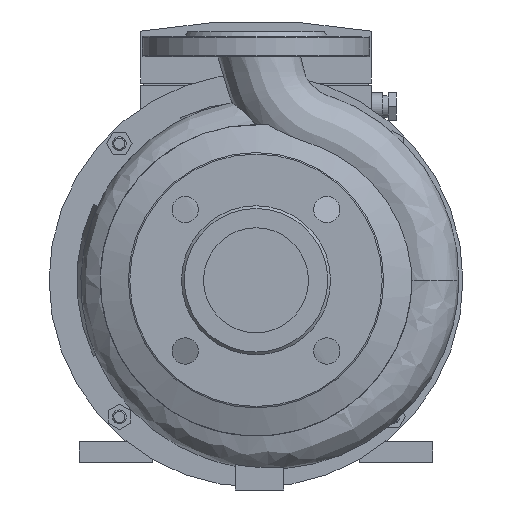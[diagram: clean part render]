
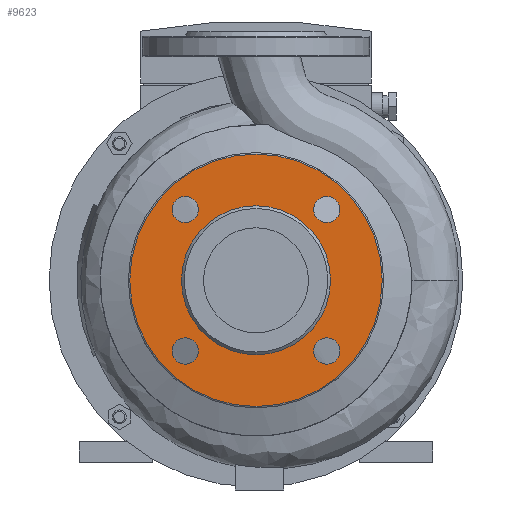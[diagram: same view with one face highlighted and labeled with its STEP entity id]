
A CAD part, left-side view. The second image highlights one B-rep face of the part: STEP entity #9623.
In plain terms, the highlighted planar face has unit normal (-1, 0, 0).
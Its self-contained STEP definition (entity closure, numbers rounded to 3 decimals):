
#328=FACE_BOUND('',#1998,.T.);
#329=FACE_BOUND('',#1999,.T.);
#330=FACE_BOUND('',#2000,.T.);
#331=FACE_BOUND('',#2001,.T.);
#332=FACE_BOUND('',#2002,.T.);
#490=CIRCLE('',#10314,9.5);
#492=CIRCLE('',#10317,9.5);
#494=CIRCLE('',#10320,9.5);
#496=CIRCLE('',#10323,9.5);
#497=CIRCLE('',#10325,54.);
#499=CIRCLE('',#10328,91.5);
#944=PLANE('',#10327);
#1347=FACE_OUTER_BOUND('',#1997,.T.);
#1997=EDGE_LOOP('',(#7494));
#1998=EDGE_LOOP('',(#7495));
#1999=EDGE_LOOP('',(#7496));
#2000=EDGE_LOOP('',(#7497));
#2001=EDGE_LOOP('',(#7498));
#2002=EDGE_LOOP('',(#7499));
#4530=VERTEX_POINT('',#15612);
#4532=VERTEX_POINT('',#15617);
#4534=VERTEX_POINT('',#15622);
#4536=VERTEX_POINT('',#15627);
#4537=VERTEX_POINT('',#15630);
#4539=VERTEX_POINT('',#15635);
#5620=EDGE_CURVE('',#4530,#4530,#490,.T.);
#5622=EDGE_CURVE('',#4532,#4532,#492,.T.);
#5624=EDGE_CURVE('',#4534,#4534,#494,.T.);
#5626=EDGE_CURVE('',#4536,#4536,#496,.T.);
#5627=EDGE_CURVE('',#4537,#4537,#497,.T.);
#5629=EDGE_CURVE('',#4539,#4539,#499,.T.);
#7494=ORIENTED_EDGE('',*,*,#5629,.T.);
#7495=ORIENTED_EDGE('',*,*,#5620,.F.);
#7496=ORIENTED_EDGE('',*,*,#5622,.F.);
#7497=ORIENTED_EDGE('',*,*,#5624,.F.);
#7498=ORIENTED_EDGE('',*,*,#5626,.F.);
#7499=ORIENTED_EDGE('',*,*,#5627,.F.);
#9623=ADVANCED_FACE('',(#1347,#328,#329,#330,#331,#332),#944,.F.);
#10314=AXIS2_PLACEMENT_3D('',#15613,#11949,#11950);
#10317=AXIS2_PLACEMENT_3D('',#15618,#11955,#11956);
#10320=AXIS2_PLACEMENT_3D('',#15623,#11961,#11962);
#10323=AXIS2_PLACEMENT_3D('',#15628,#11967,#11968);
#10325=AXIS2_PLACEMENT_3D('',#15631,#11971,#11972);
#10327=AXIS2_PLACEMENT_3D('',#15634,#11975,#11976);
#10328=AXIS2_PLACEMENT_3D('',#15636,#11977,#11978);
#11949=DIRECTION('center_axis',(-1.,0.,0.));
#11950=DIRECTION('ref_axis',(0.,1.,0.));
#11955=DIRECTION('center_axis',(-1.,0.,0.));
#11956=DIRECTION('ref_axis',(0.,0.,
1.));
#11961=DIRECTION('center_axis',(-1.,0.,0.));
#11962=DIRECTION('ref_axis',(0.,-1.,0.));
#11967=DIRECTION('center_axis',(-1.,0.,0.));
#11968=DIRECTION('ref_axis',(0.,0.,-1.));
#11971=DIRECTION('center_axis',(-1.,0.,0.));
#11972=DIRECTION('ref_axis',(0.,-1.,0.));
#11975=DIRECTION('center_axis',(1.,0.,0.));
#11976=DIRECTION('ref_axis',(0.,0.,1.));
#11977=DIRECTION('center_axis',(-1.,0.,0.));
#11978=DIRECTION('ref_axis',(0.,-1.,0.));
#15612=CARTESIAN_POINT('',(-98.,-60.765,80.735));
#15613=CARTESIAN_POINT('Origin',(-98.,-51.265,80.735));
#15617=CARTESIAN_POINT('',(-98.,51.265,71.235));
#15618=CARTESIAN_POINT('Origin',(-98.,51.265,80.735));
#15622=CARTESIAN_POINT('',(-98.,60.765,183.265));
#15623=CARTESIAN_POINT('Origin',(-98.,51.265,183.265));
#15627=CARTESIAN_POINT('',(-98.,-51.265,192.765));
#15628=CARTESIAN_POINT('Origin',(-98.,-51.265,183.265));
#15630=CARTESIAN_POINT('',(-98.,-54.,132.));
#15631=CARTESIAN_POINT('Origin',(-98.,0.,132.));
#15634=CARTESIAN_POINT('Origin',(-98.,-72.75,132.));
#15635=CARTESIAN_POINT('',(-98.,-91.5,132.));
#15636=CARTESIAN_POINT('Origin',(-98.,0.,132.));
